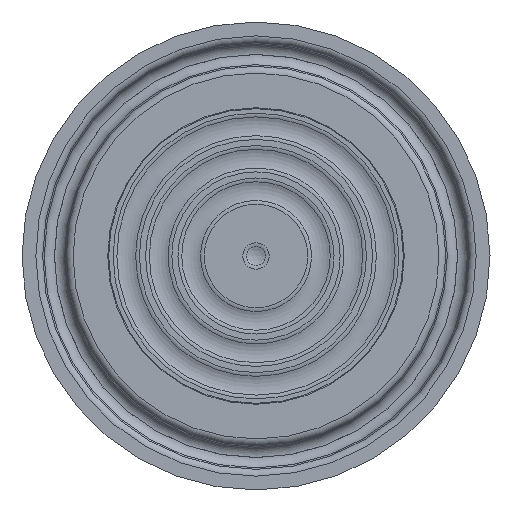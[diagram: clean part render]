
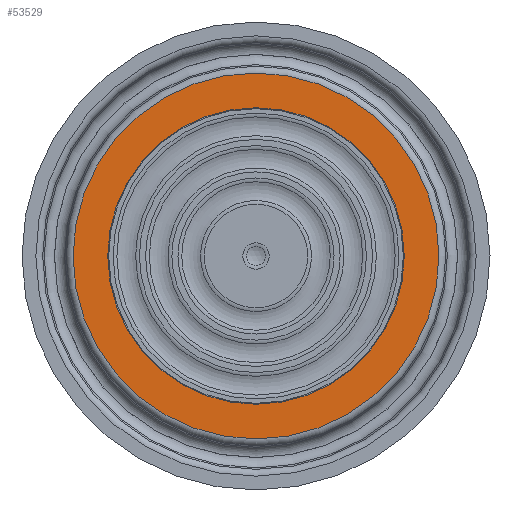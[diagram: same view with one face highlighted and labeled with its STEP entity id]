
A CAD part, left-side view. The second image highlights one B-rep face of the part: STEP entity #53529.
In plain terms, the highlighted planar face has unit normal (-1, 0, 0).
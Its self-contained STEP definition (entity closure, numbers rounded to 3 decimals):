
#1102=FACE_BOUND('',#8711,.T.);
#3068=PLANE('',#57717);
#5859=FACE_OUTER_BOUND('',#8710,.T.);
#8710=EDGE_LOOP('',(#49809));
#8711=EDGE_LOOP('',(#49810));
#9622=CIRCLE('',#57712,16.);
#9625=CIRCLE('',#57718,19.742);
#25600=VERTEX_POINT('',#119987);
#25602=VERTEX_POINT('',#119996);
#33680=EDGE_CURVE('',#25600,#25600,#9622,.T.);
#33684=EDGE_CURVE('',#25602,#25602,#9625,.T.);
#49809=ORIENTED_EDGE('',*,*,#33684,.F.);
#49810=ORIENTED_EDGE('',*,*,#33680,.T.);
#53529=ADVANCED_FACE('',(#5859,#1102),#3068,.T.);
#57712=AXIS2_PLACEMENT_3D('',#119988,#70247,#70248);
#57717=AXIS2_PLACEMENT_3D('',#119995,#70258,#70259);
#57718=AXIS2_PLACEMENT_3D('',#119997,#70260,#70261);
#70247=DIRECTION('center_axis',(1.,0.,0.));
#70248=DIRECTION('ref_axis',(0.,1.,0.));
#70258=DIRECTION('center_axis',(-1.,0.,0.));
#70259=DIRECTION('ref_axis',(0.,0.,1.));
#70260=DIRECTION('center_axis',(1.,0.,0.));
#70261=DIRECTION('ref_axis',(0.,0.,-1.));
#119987=CARTESIAN_POINT('',(0.,-16.,0.));
#119988=CARTESIAN_POINT('Origin',(0.,0.,
0.));
#119995=CARTESIAN_POINT('Origin',(0.,19.742,
0.));
#119996=CARTESIAN_POINT('',(0.,0.,
19.742));
#119997=CARTESIAN_POINT('Origin',(0.,0.,0.));
